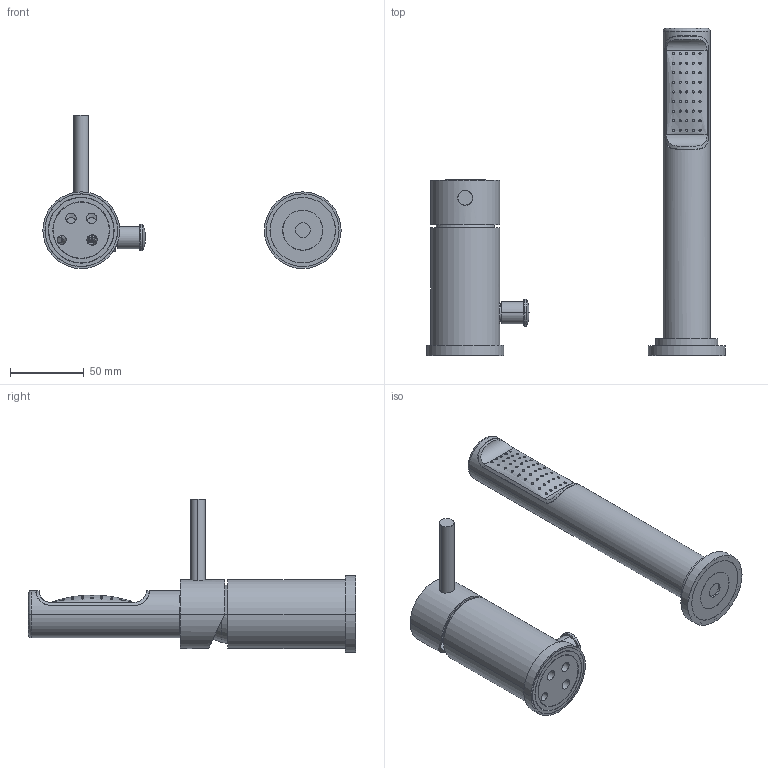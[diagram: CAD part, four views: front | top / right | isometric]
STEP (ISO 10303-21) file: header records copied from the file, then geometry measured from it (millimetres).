
FILE_DESCRIPTION((''),'2;1');
FILE_NAME('BI041LCR','2021-11-03T15:28:28',('ut3'),('PAFFONI SpA'),'CREO PARAMETRIC BY PTC INC, 2020044','CREO PARAMETRIC BY PTC INC, 2020044','');
FILE_SCHEMA(('CONFIG_CONTROL_DESIGN','SHAPE_APPEARANCE_LAYERS_GROUPS'));
Length unit declared in the file: millimetre
Products named in the file (1): BI041LCR
Bounding box: 202 x 221.5 x 103.75 mm (x, y, z)
Volume: 226271.8 mm3; surface area: 112591.6 mm2
Topology: 3 solids, 4 shells, 1216 faces, 3236 edges, 2060 vertices
Faces by surface type: plane 626, cylinder 403, torus 98, cone 72, bspline 9, sphere 8
Entity records: 57415 total; most frequent: CARTESIAN_POINT 18395, ORIENTED_EDGE 6432, DIRECTION 6143, EDGE_CURVE 3216, AXIS2_PLACEMENT_3D 2227, VERTEX_POINT 2058, VECTOR 1689, LINE 1689
